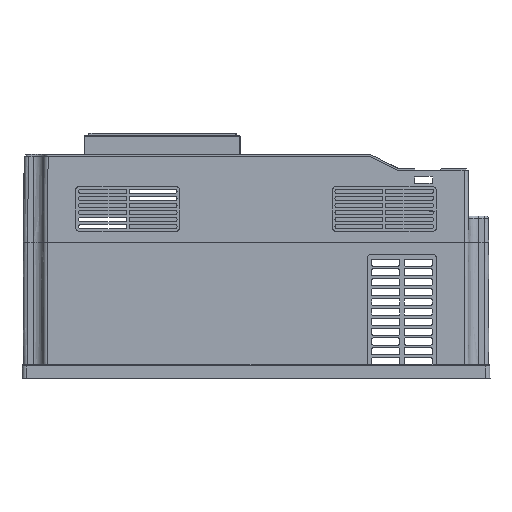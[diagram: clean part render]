
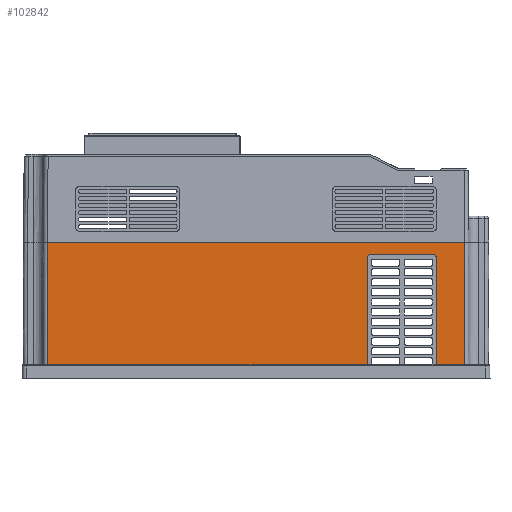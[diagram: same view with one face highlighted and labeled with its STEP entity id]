
A CAD part, left-side view. The second image highlights one B-rep face of the part: STEP entity #102842.
In plain terms, the highlighted planar face has unit normal (-1, 0, 0).
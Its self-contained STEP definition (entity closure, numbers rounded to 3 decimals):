
#346 = VERTEX_POINT ( 'NONE', #147645 ) ;
#1230 = DIRECTION ( 'NONE',  ( 0., -1., 0. ) ) ;
#4533 = CARTESIAN_POINT ( 'NONE',  ( -75., 85.968, 86.498 ) ) ;
#6921 = LINE ( 'NONE', #129353, #103139 ) ;
#7105 = CARTESIAN_POINT ( 'NONE',  ( -75., 37.032, 86.498 ) ) ;
#7720 = DIRECTION ( 'NONE',  ( 0., 1., 0. ) ) ;
#9521 = CARTESIAN_POINT ( 'NONE',  ( -75., 17., 67.814 ) ) ;
#10289 = CARTESIAN_POINT ( 'NONE',  ( -75., 84.111, 88. ) ) ;
#14216 = CARTESIAN_POINT ( 'NONE',  ( -75., 85.722, 87.126 ) ) ;
#19149 = CARTESIAN_POINT ( 'NONE',  ( -75., 17., 9.942 ) ) ;
#20087 = DIRECTION ( 'NONE',  ( 0., -1., 0. ) ) ;
#20649 = ORIENTED_EDGE ( 'NONE', *, *, #64019, .T. ) ;
#22707 = ORIENTED_EDGE ( 'NONE', *, *, #103600, .F. ) ;
#26708 = CARTESIAN_POINT ( 'NONE',  ( -75., 17., 9.942 ) ) ;
#26778 = PLANE ( 'NONE',  #112530 ) ;
#28004 = VECTOR ( 'NONE', #73766, 1000. ) ;
#28881 = CARTESIAN_POINT ( 'NONE',  ( -75., 37., 9.942 ) ) ;
#31446 = ORIENTED_EDGE ( 'NONE', *, *, #55713, .F. ) ;
#32999 = EDGE_CURVE ( 'NONE', #67610, #346, #128771, .T. ) ;
#35264 = CARTESIAN_POINT ( 'NONE',  ( -75., 165., 96.75 ) ) ;
#38012 = DIRECTION ( 'NONE',  ( 0., -1., 0. ) ) ;
#40263 = ORIENTED_EDGE ( 'NONE', *, *, #48713, .T. ) ;
#45220 = VERTEX_POINT ( 'NONE', #158164 ) ;
#47081 = CARTESIAN_POINT ( 'NONE',  ( -75., 37., 86. ) ) ;
#48006 = CARTESIAN_POINT ( 'NONE',  ( -75., 313., 96.75 ) ) ;
#48713 = EDGE_CURVE ( 'NONE', #137559, #67610, #125711, .T. ) ;
#49361 = VERTEX_POINT ( 'NONE', #142655 ) ;
#51787 = CARTESIAN_POINT ( 'NONE',  ( -75., 84.498, 87.968 ) ) ;
#54132 = DIRECTION ( 'NONE',  ( 0., 0., 1. ) ) ;
#54381 = ORIENTED_EDGE ( 'NONE', *, *, #64733, .F. ) ;
#55664 = ORIENTED_EDGE ( 'NONE', *, *, #152397, .F. ) ;
#55713 = EDGE_CURVE ( 'NONE', #139860, #346, #82497, .T. ) ;
#56245 = EDGE_CURVE ( 'NONE', #137559, #136606, #149395, .T. ) ;
#57497 = CARTESIAN_POINT ( 'NONE',  ( -75., 38.502, 87.968 ) ) ;
#61949 = VECTOR ( 'NONE', #54132, 1000. ) ;
#63026 = CARTESIAN_POINT ( 'NONE',  ( -75., 86., 86. ) ) ;
#63584 = FACE_OUTER_BOUND ( 'NONE', #147887, .T. ) ;
#64019 = EDGE_CURVE ( 'NONE', #139860, #140729, #137902, .T. ) ;
#64733 = EDGE_CURVE ( 'NONE', #45220, #49361, #6921, .T. ) ;
#67610 = VERTEX_POINT ( 'NONE', #26708 ) ;
#71001 = ORIENTED_EDGE ( 'NONE', *, *, #56245, .F. ) ;
#73766 = DIRECTION ( 'NONE',  ( 0., 0., -1. ) ) ;
#74840 = LINE ( 'NONE', #133304, #155656 ) ;
#75013 = CARTESIAN_POINT ( 'NONE',  ( -75., 86., 86. ) ) ;
#77123 = VERTEX_POINT ( 'NONE', #149619 ) ;
#82297 = CARTESIAN_POINT ( 'NONE',  ( -75., 318.92, 98.486 ) ) ;
#82497 = LINE ( 'NONE', #35264, #112910 ) ;
#84587 = B_SPLINE_CURVE_WITH_KNOTS ( 'NONE', 3,
 ( #47081, #141544, #7105, #95923, #155898, #57497, #92728, #117499 ),
 .UNSPECIFIED., .F., .F.,
 ( 4, 1, 1, 1, 1, 4 ),
 ( 0., 0., 0.001, 0.002, 0.003, 0.003 ),
 .UNSPECIFIED. ) ;
#85875 = CARTESIAN_POINT ( 'NONE',  ( -75., 313., 96.75 ) ) ;
#88590 = CARTESIAN_POINT ( 'NONE',  ( -75., 37., 53.346 ) ) ;
#89448 = ORIENTED_EDGE ( 'NONE', *, *, #145944, .F. ) ;
#91386 = EDGE_CURVE ( 'NONE', #140729, #77123, #74840, .T. ) ;
#92728 = CARTESIAN_POINT ( 'NONE',  ( -75., 38.889, 88. ) ) ;
#95906 = DIRECTION ( 'NONE',  ( 1., 0., 0. ) ) ;
#95923 = CARTESIAN_POINT ( 'NONE',  ( -75., 37.278, 87.126 ) ) ;
#97792 = CARTESIAN_POINT ( 'NONE',  ( -75., 86., 53.346 ) ) ;
#102091 = ORIENTED_EDGE ( 'NONE', *, *, #91386, .T. ) ;
#102842 = ADVANCED_FACE ( 'NONE', ( #63584 ), #26778, .F. ) ;
#103139 = VECTOR ( 'NONE', #7720, 1000. ) ;
#103600 = EDGE_CURVE ( 'NONE', #49361, #157733, #135688, .T. ) ;
#110109 = CARTESIAN_POINT ( 'NONE',  ( -75., 37., 86. ) ) ;
#112530 = AXIS2_PLACEMENT_3D ( 'NONE', #82297, #95906, #38012 ) ;
#112910 = VECTOR ( 'NONE', #20087, 1000. ) ;
#117499 = CARTESIAN_POINT ( 'NONE',  ( -75., 39., 88. ) ) ;
#119877 = CARTESIAN_POINT ( 'NONE',  ( -75., 84., 88. ) ) ;
#120291 = CARTESIAN_POINT ( 'NONE',  ( -75., 313., 38.878 ) ) ;
#122658 = CARTESIAN_POINT ( 'NONE',  ( -75., 313., 67.814 ) ) ;
#123833 = CARTESIAN_POINT ( 'NONE',  ( -75., 85.126, 87.722 ) ) ;
#125711 = LINE ( 'NONE', #28881, #152315 ) ;
#128771 = B_SPLINE_CURVE_WITH_KNOTS ( 'NONE', 3,
 ( #19149, #142363, #9521, #129565 ),
 .UNSPECIFIED., .F., .F.,
 ( 4, 4 ),
 ( 0., 1. ),
 .UNSPECIFIED. ) ;
#129353 = CARTESIAN_POINT ( 'NONE',  ( -75., 165., 88. ) ) ;
#129565 = CARTESIAN_POINT ( 'NONE',  ( -75., 17., 96.75 ) ) ;
#133304 = CARTESIAN_POINT ( 'NONE',  ( -75., 313., 9.942 ) ) ;
#133794 = LINE ( 'NONE', #97792, #28004 ) ;
#135688 = B_SPLINE_CURVE_WITH_KNOTS ( 'NONE', 3,
 ( #119877, #10289, #51787, #123833, #14216, #4533, #147859, #63026 ),
 .UNSPECIFIED., .F., .F.,
 ( 4, 1, 1, 1, 1, 4 ),
 ( 0., 0., 0.001, 0.002, 0.003, 0.003 ),
 .UNSPECIFIED. ) ;
#136606 = VERTEX_POINT ( 'NONE', #110109 ) ;
#137559 = VERTEX_POINT ( 'NONE', #138847 ) ;
#137902 = B_SPLINE_CURVE_WITH_KNOTS ( 'NONE', 3,
 ( #85875, #122658, #120291, #145908 ),
 .UNSPECIFIED., .F., .F.,
 ( 4, 4 ),
 ( 0., 1. ),
 .UNSPECIFIED. ) ;
#138847 = CARTESIAN_POINT ( 'NONE',  ( -75., 37., 9.942 ) ) ;
#139860 = VERTEX_POINT ( 'NONE', #48006 ) ;
#140729 = VERTEX_POINT ( 'NONE', #145680 ) ;
#141544 = CARTESIAN_POINT ( 'NONE',  ( -75., 37., 86.111 ) ) ;
#142363 = CARTESIAN_POINT ( 'NONE',  ( -75., 17., 38.878 ) ) ;
#142655 = CARTESIAN_POINT ( 'NONE',  ( -75., 84., 88. ) ) ;
#145680 = CARTESIAN_POINT ( 'NONE',  ( -75., 313., 9.942 ) ) ;
#145908 = CARTESIAN_POINT ( 'NONE',  ( -75., 313., 9.942 ) ) ;
#145944 = EDGE_CURVE ( 'NONE', #136606, #45220, #84587, .T. ) ;
#147645 = CARTESIAN_POINT ( 'NONE',  ( -75., 17., 96.75 ) ) ;
#147859 = CARTESIAN_POINT ( 'NONE',  ( -75., 86., 86.111 ) ) ;
#147887 = EDGE_LOOP ( 'NONE', ( #20649, #102091, #55664, #22707, #54381, #89448, #71001, #40263, #153835, #31446 ) ) ;
#149395 = LINE ( 'NONE', #88590, #61949 ) ;
#149619 = CARTESIAN_POINT ( 'NONE',  ( -75., 86., 9.942 ) ) ;
#151315 = DIRECTION ( 'NONE',  ( 0., -1., 0. ) ) ;
#152315 = VECTOR ( 'NONE', #151315, 1000. ) ;
#152397 = EDGE_CURVE ( 'NONE', #157733, #77123, #133794, .T. ) ;
#153835 = ORIENTED_EDGE ( 'NONE', *, *, #32999, .T. ) ;
#155656 = VECTOR ( 'NONE', #1230, 1000. ) ;
#155898 = CARTESIAN_POINT ( 'NONE',  ( -75., 37.874, 87.722 ) ) ;
#157733 = VERTEX_POINT ( 'NONE', #75013 ) ;
#158164 = CARTESIAN_POINT ( 'NONE',  ( -75., 39., 88. ) ) ;
